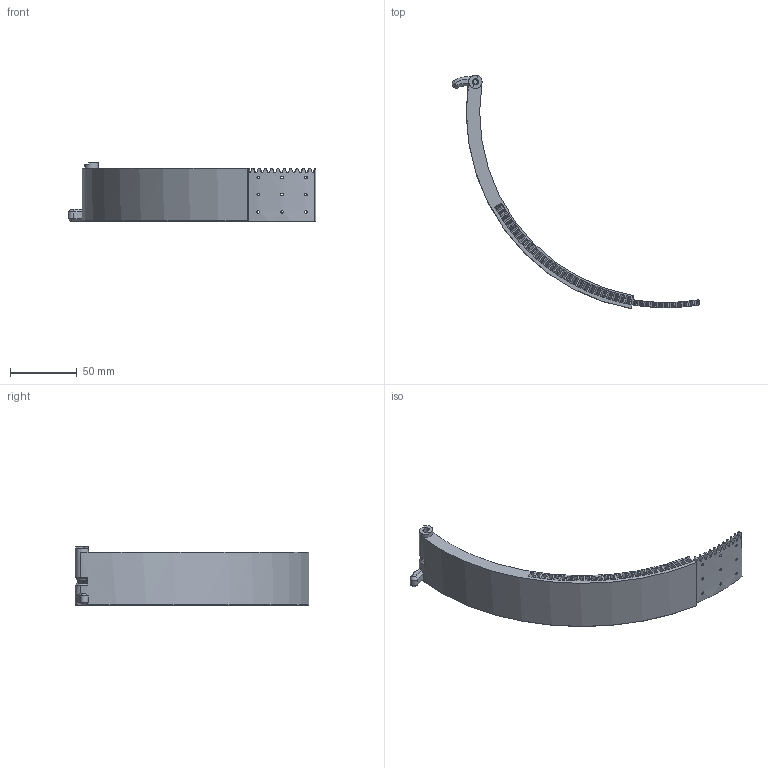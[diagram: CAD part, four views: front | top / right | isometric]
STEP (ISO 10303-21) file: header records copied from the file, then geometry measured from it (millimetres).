
FILE_DESCRIPTION(('FreeCAD Model'),'2;1');
FILE_NAME('Open CASCADE Shape Model','2025-06-18T18:04:15',(''),(''), 'Open CASCADE STEP processor 7.8','FreeCAD','Unknown');
FILE_SCHEMA(('AUTOMOTIVE_DESIGN { 1 0 10303 214 1 1 1 1 }'));
Length unit declared in the file: millimetre
Products named in the file (1): 2-rotor-segmented-in-two--part-1
Bounding box: 186.01 x 175.4 x 44 mm (x, y, z)
Volume: 97635.3 mm3; surface area: 30742.3 mm2
Topology: 1 solids, 3 shells, 332 faces, 889 edges, 591 vertices
Faces by surface type: plane 128, cone 96, bspline 79, cylinder 29
Full cylindrical faces by diameter (mm): 2 x6, 3.4 x2, 4.6 x2, 10 x1
Entity records: 12429 total; most frequent: CARTESIAN_POINT 4787, ORIENTED_EDGE 1778, DIRECTION 1263, EDGE_CURVE 889, VERTEX_POINT 591, AXIS2_PLACEMENT_3D 487, FACE_BOUND 382, EDGE_LOOP 382
